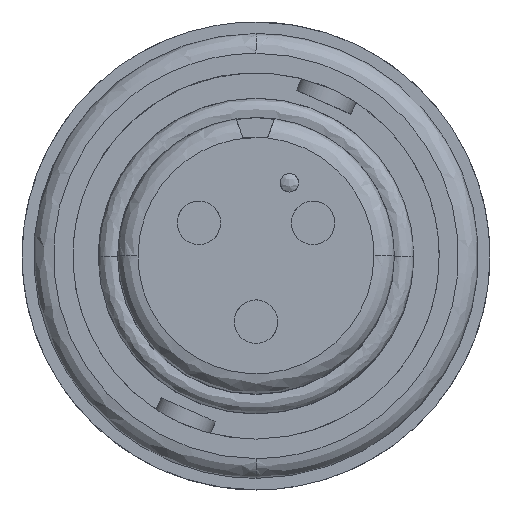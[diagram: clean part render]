
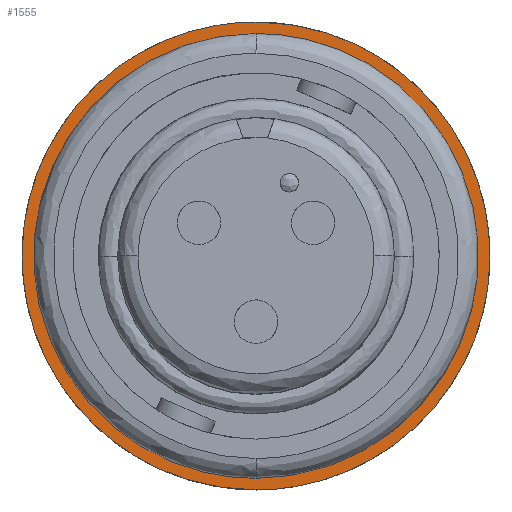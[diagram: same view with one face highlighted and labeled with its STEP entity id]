
A CAD part, top view. The second image highlights one B-rep face of the part: STEP entity #1555.
In plain terms, the highlighted planar face has unit normal (0, 0, 1).
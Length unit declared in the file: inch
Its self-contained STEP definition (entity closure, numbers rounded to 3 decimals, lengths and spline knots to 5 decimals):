
#176 = CARTESIAN_POINT ( 'NONE',  ( -0.30891, 0.13594, -0.161 ) ) ;
#178 = CARTESIAN_POINT ( 'NONE',  ( -0.25337, 0.26215, -0.161 ) ) ;
#179 = CARTESIAN_POINT ( 'NONE',  ( -0.13789, 0.3375, -0.161 ) ) ;
#181 = CARTESIAN_POINT ( 'NONE',  ( 0., 0.3375, -0.161 ) ) ;
#231 = ORIENTED_EDGE ( 'NONE', *, *, #1191, .F. ) ;
#232 = ORIENTED_EDGE ( 'NONE', *, *, #1745, .F. ) ;
#233 = ORIENTED_EDGE ( 'NONE', *, *, #2079, .F. ) ;
#234 = ORIENTED_EDGE ( 'NONE', *, *, #2326, .F. ) ;
#238 = ORIENTED_EDGE ( 'NONE', *, *, #1731, .F. ) ;
#239 = ORIENTED_EDGE ( 'NONE', *, *, #1748, .F. ) ;
#1191 = EDGE_CURVE ( 'NONE', #7285, #7719, #6695, .T. ) ;
#1555 = ADVANCED_FACE ( 'NONE', ( #3099, #3095 ), #12756, .F. ) ;
#1731 = EDGE_CURVE ( 'NONE', #7099, #7213, #6494, .T. ) ;
#1745 = EDGE_CURVE ( 'NONE', #11471, #7285, #6459, .T. ) ;
#1748 = EDGE_CURVE ( 'NONE', #7734, #11471, #6511, .T. ) ;
#2079 = EDGE_CURVE ( 'NONE', #7719, #7734, #13520, .T. ) ;
#2326 = EDGE_CURVE ( 'NONE', #7213, #7099, #13312, .T. ) ;
#3092 = AXIS2_PLACEMENT_3D ( 'NONE', #12757, #12758, #12759 ) ;
#3095 = FACE_BOUND ( 'NONE', #7105, .T. ) ;
#3099 = FACE_OUTER_BOUND ( 'NONE', #6813, .T. ) ;
#6459 =( BOUNDED_CURVE ( )  B_SPLINE_CURVE ( 3, ( #16355, #16356, #16357, #16358 ),
 .UNSPECIFIED., .F., .F. ) 
 B_SPLINE_CURVE_WITH_KNOTS ( ( 4, 4 ),
 ( 0., 1. ),
 .UNSPECIFIED. ) 
 CURVE ( )  GEOMETRIC_REPRESENTATION_ITEM ( )  RATIONAL_B_SPLINE_CURVE ( ( 1., 0.698, 0.698, 1. ) ) 
 REPRESENTATION_ITEM ( '' )  );
#6494 = B_SPLINE_CURVE_WITH_KNOTS ( 'NONE', 3,
 ( #16253, #16254, #16255, #16256, #16257, #16258, #16259, #16260, #16261, #16262, #16263, #16264, #16265, #16266, #16267, #16268, #16269, #16270 ),
 .UNSPECIFIED., .F., .F.,
 ( 4, 2, 2, 2, 2, 2, 2, 2, 4 ),
 ( 0., 0.125, 0.25, 0.375, 0.5, 0.625, 0.75, 0.875, 1. ),
 .UNSPECIFIED. ) ;
#6511 =( BOUNDED_CURVE ( )  B_SPLINE_CURVE ( 3, ( #16369, #16370, #16371, #16372 ),
 .UNSPECIFIED., .F., .F. ) 
 B_SPLINE_CURVE_WITH_KNOTS ( ( 4, 4 ),
 ( 0., 1. ),
 .UNSPECIFIED. ) 
 CURVE ( )  GEOMETRIC_REPRESENTATION_ITEM ( )  RATIONAL_B_SPLINE_CURVE ( ( 1., 0.892, 0.892, 1. ) ) 
 REPRESENTATION_ITEM ( '' )  );
#6695 =( BOUNDED_CURVE ( )  B_SPLINE_CURVE ( 3, ( #181, #179, #178, #176 ),
 .UNSPECIFIED., .F., .F. ) 
 B_SPLINE_CURVE_WITH_KNOTS ( ( 4, 4 ),
 ( 0., 1. ),
 .UNSPECIFIED. ) 
 CURVE ( )  GEOMETRIC_REPRESENTATION_ITEM ( )  RATIONAL_B_SPLINE_CURVE ( ( 1., 0.892, 0.892, 1. ) ) 
 REPRESENTATION_ITEM ( '' )  );
#6813 = EDGE_LOOP ( 'NONE', ( #238, #234 ) ) ;
#7099 = VERTEX_POINT ( 'NONE', #9012 ) ;
#7105 = EDGE_LOOP ( 'NONE', ( #239, #233, #231, #232 ) ) ;
#7213 = VERTEX_POINT ( 'NONE', #9037 ) ;
#7285 = VERTEX_POINT ( 'NONE', #9107 ) ;
#7719 = VERTEX_POINT ( 'NONE', #9140 ) ;
#7734 = VERTEX_POINT ( 'NONE', #9146 ) ;
#9012 = CARTESIAN_POINT ( 'NONE',  ( 0., -0.355, -0.161 ) ) ;
#9037 = CARTESIAN_POINT ( 'NONE',  ( 0., 0.355, -0.161 ) ) ;
#9107 = CARTESIAN_POINT ( 'NONE',  ( 0., 0.3375, -0.161 ) ) ;
#9140 = CARTESIAN_POINT ( 'NONE',  ( -0.30891, 0.13594, -0.161 ) ) ;
#9146 = CARTESIAN_POINT ( 'NONE',  ( 0., -0.3375, -0.161 ) ) ;
#9334 = CARTESIAN_POINT ( 'NONE',  ( 0.30891, -0.13594, -0.161 ) ) ;
#10406 = CARTESIAN_POINT ( 'NONE',  ( 0., 0.355, -0.161 ) ) ;
#10408 = CARTESIAN_POINT ( 'NONE',  ( 0.04647, 0.355, -0.161 ) ) ;
#10410 = CARTESIAN_POINT ( 'NONE',  ( 0.09292, 0.34576, -0.161 ) ) ;
#10412 = CARTESIAN_POINT ( 'NONE',  ( 0.17878, 0.31019, -0.161 ) ) ;
#10414 = CARTESIAN_POINT ( 'NONE',  ( 0.21816, 0.28388, -0.161 ) ) ;
#10416 = CARTESIAN_POINT ( 'NONE',  ( 0.28388, 0.21816, -0.161 ) ) ;
#10418 = CARTESIAN_POINT ( 'NONE',  ( 0.31019, 0.17878, -0.161 ) ) ;
#10420 = CARTESIAN_POINT ( 'NONE',  ( 0.34576, 0.09292, -0.161 ) ) ;
#10422 = CARTESIAN_POINT ( 'NONE',  ( 0.355, 0.04647, -0.161 ) ) ;
#10424 = CARTESIAN_POINT ( 'NONE',  ( 0.355, -0.04647, -0.161 ) ) ;
#10426 = CARTESIAN_POINT ( 'NONE',  ( 0.34576, -0.09292, -0.161 ) ) ;
#10428 = CARTESIAN_POINT ( 'NONE',  ( 0.31019, -0.17878, -0.161 ) ) ;
#10430 = CARTESIAN_POINT ( 'NONE',  ( 0.28388, -0.21816, -0.161 ) ) ;
#10432 = CARTESIAN_POINT ( 'NONE',  ( 0.21816, -0.28388, -0.161 ) ) ;
#10434 = CARTESIAN_POINT ( 'NONE',  ( 0.17878, -0.31019, -0.161 ) ) ;
#10435 = CARTESIAN_POINT ( 'NONE',  ( 0.09292, -0.34576, -0.161 ) ) ;
#10436 = CARTESIAN_POINT ( 'NONE',  ( 0.04647, -0.355, -0.161 ) ) ;
#10438 = CARTESIAN_POINT ( 'NONE',  ( 0., -0.355, -0.161 ) ) ;
#11471 = VERTEX_POINT ( 'NONE', #9334 ) ;
#12756 = PLANE ( 'NONE',  #3092 ) ;
#12757 = CARTESIAN_POINT ( 'NONE',  ( 0.13594, 0.30891, -0.161 ) ) ;
#12758 = DIRECTION ( 'NONE',  ( 0., 0., -1. ) ) ;
#12759 = DIRECTION ( 'NONE',  ( 0., 1., 0. ) ) ;
#13312 = B_SPLINE_CURVE_WITH_KNOTS ( 'NONE', 3,
 ( #10406, #10408, #10410, #10412, #10414, #10416, #10418, #10420, #10422, #10424, #10426, #10428, #10430, #10432, #10434, #10435, #10436, #10438 ),
 .UNSPECIFIED., .F., .F.,
 ( 4, 2, 2, 2, 2, 2, 2, 2, 4 ),
 ( 0., 0.125, 0.25, 0.375, 0.5, 0.625, 0.75, 0.875, 1. ),
 .UNSPECIFIED. ) ;
#13520 =( BOUNDED_CURVE ( )  B_SPLINE_CURVE ( 3, ( #14732, #14733, #14734, #14735 ),
 .UNSPECIFIED., .F., .F. ) 
 B_SPLINE_CURVE_WITH_KNOTS ( ( 4, 4 ),
 ( 0., 1. ),
 .UNSPECIFIED. ) 
 CURVE ( )  GEOMETRIC_REPRESENTATION_ITEM ( )  RATIONAL_B_SPLINE_CURVE ( ( 1., 0.698, 0.698, 1. ) ) 
 REPRESENTATION_ITEM ( '' )  );
#14732 = CARTESIAN_POINT ( 'NONE',  ( -0.30891, 0.13594, -0.161 ) ) ;
#14733 = CARTESIAN_POINT ( 'NONE',  ( -0.4177, -0.11129, -0.161 ) ) ;
#14734 = CARTESIAN_POINT ( 'NONE',  ( -0.2701, -0.3375, -0.161 ) ) ;
#14735 = CARTESIAN_POINT ( 'NONE',  ( 0., -0.3375, -0.161 ) ) ;
#16253 = CARTESIAN_POINT ( 'NONE',  ( 0., -0.355, -0.161 ) ) ;
#16254 = CARTESIAN_POINT ( 'NONE',  ( -0.04647, -0.355, -0.161 ) ) ;
#16255 = CARTESIAN_POINT ( 'NONE',  ( -0.09292, -0.34576, -0.161 ) ) ;
#16256 = CARTESIAN_POINT ( 'NONE',  ( -0.17878, -0.31019, -0.161 ) ) ;
#16257 = CARTESIAN_POINT ( 'NONE',  ( -0.21816, -0.28388, -0.161 ) ) ;
#16258 = CARTESIAN_POINT ( 'NONE',  ( -0.28388, -0.21816, -0.161 ) ) ;
#16259 = CARTESIAN_POINT ( 'NONE',  ( -0.31019, -0.17878, -0.161 ) ) ;
#16260 = CARTESIAN_POINT ( 'NONE',  ( -0.34576, -0.09292, -0.161 ) ) ;
#16261 = CARTESIAN_POINT ( 'NONE',  ( -0.355, -0.04647, -0.161 ) ) ;
#16262 = CARTESIAN_POINT ( 'NONE',  ( -0.355, 0.04647, -0.161 ) ) ;
#16263 = CARTESIAN_POINT ( 'NONE',  ( -0.34576, 0.09292, -0.161 ) ) ;
#16264 = CARTESIAN_POINT ( 'NONE',  ( -0.31019, 0.17878, -0.161 ) ) ;
#16265 = CARTESIAN_POINT ( 'NONE',  ( -0.28388, 0.21816, -0.161 ) ) ;
#16266 = CARTESIAN_POINT ( 'NONE',  ( -0.21816, 0.28388, -0.161 ) ) ;
#16267 = CARTESIAN_POINT ( 'NONE',  ( -0.17878, 0.31019, -0.161 ) ) ;
#16268 = CARTESIAN_POINT ( 'NONE',  ( -0.09292, 0.34576, -0.161 ) ) ;
#16269 = CARTESIAN_POINT ( 'NONE',  ( -0.04647, 0.355, -0.161 ) ) ;
#16270 = CARTESIAN_POINT ( 'NONE',  ( 0., 0.355, -0.161 ) ) ;
#16355 = CARTESIAN_POINT ( 'NONE',  ( 0.30891, -0.13594, -0.161 ) ) ;
#16356 = CARTESIAN_POINT ( 'NONE',  ( 0.4177, 0.11129, -0.161 ) ) ;
#16357 = CARTESIAN_POINT ( 'NONE',  ( 0.2701, 0.3375, -0.161 ) ) ;
#16358 = CARTESIAN_POINT ( 'NONE',  ( 0., 0.3375, -0.161 ) ) ;
#16369 = CARTESIAN_POINT ( 'NONE',  ( 0., -0.3375, -0.161 ) ) ;
#16370 = CARTESIAN_POINT ( 'NONE',  ( 0.13789, -0.3375, -0.161 ) ) ;
#16371 = CARTESIAN_POINT ( 'NONE',  ( 0.25337, -0.26215, -0.161 ) ) ;
#16372 = CARTESIAN_POINT ( 'NONE',  ( 0.30891, -0.13594, -0.161 ) ) ;
